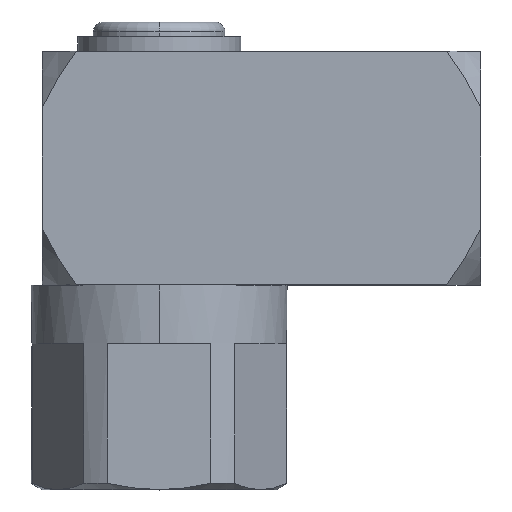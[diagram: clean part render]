
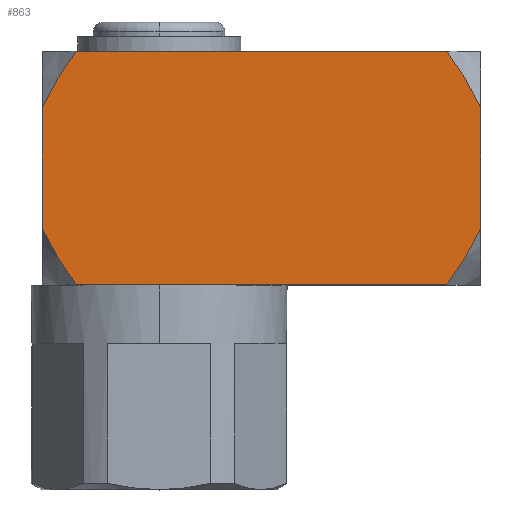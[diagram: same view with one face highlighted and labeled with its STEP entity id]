
A CAD part, top view. The second image highlights one B-rep face of the part: STEP entity #863.
In plain terms, the highlighted planar face has unit normal (0, 0, 1).
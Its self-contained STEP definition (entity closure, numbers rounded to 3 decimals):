
#44=B_SPLINE_CURVE_WITH_KNOTS('',2,(#2528,#2529,#2530,#2531,#2532),
 .UNSPECIFIED.,.F.,.F.,(3,1,1,3),(0.,0.374,0.624,
1.),.UNSPECIFIED.);
#59=B_SPLINE_CURVE_WITH_KNOTS('',2,(#2651,#2652,#2653,#2654,#2655),
 .UNSPECIFIED.,.F.,.F.,(3,1,1,3),(0.,0.374,0.624,
1.),.UNSPECIFIED.);
#60=B_SPLINE_CURVE_WITH_KNOTS('',2,(#2658,#2659,#2660,#2661,#2662),
 .UNSPECIFIED.,.F.,.F.,(3,1,1,3),(0.,0.376,0.626,
1.),.UNSPECIFIED.);
#61=B_SPLINE_CURVE_WITH_KNOTS('',2,(#2663,#2664,#2665,#2666,#2667),
 .UNSPECIFIED.,.F.,.F.,(3,1,1,3),(0.,0.376,0.626,
1.),.UNSPECIFIED.);
#136=PLANE('',#1788);
#187=FACE_OUTER_BOUND('',#278,.F.);
#278=EDGE_LOOP('',(#499,#500,#501,#502,#503,#504,#505,#506));
#499=ORIENTED_EDGE('',*,*,#1360,.F.);
#500=ORIENTED_EDGE('',*,*,#1342,.F.);
#501=ORIENTED_EDGE('',*,*,#1313,.F.);
#502=ORIENTED_EDGE('',*,*,#1317,.F.);
#503=ORIENTED_EDGE('',*,*,#1359,.F.);
#504=ORIENTED_EDGE('',*,*,#1338,.F.);
#505=ORIENTED_EDGE('',*,*,#1356,.F.);
#506=ORIENTED_EDGE('',*,*,#1330,.F.);
#863=ADVANCED_FACE('',(#187),#136,.T.);
#1103=LINE('',#2540,#1197);
#1109=LINE('',#2573,#1203);
#1111=LINE('',#2585,#1205);
#1112=LINE('',#2589,#1206);
#1197=VECTOR('',#2026,25.373);
#1203=VECTOR('',#2036,25.373);
#1205=VECTOR('',#2048,8.246);
#1206=VECTOR('',#2055,8.246);
#1313=EDGE_CURVE('',#1576,#1574,#44,.T.);
#1317=EDGE_CURVE('',#1571,#1576,#1103,.T.);
#1330=EDGE_CURVE('',#1559,#1558,#1109,.T.);
#1338=EDGE_CURVE('',#1553,#1552,#1111,.T.);
#1342=EDGE_CURVE('',#1574,#1549,#1112,.T.);
#1356=EDGE_CURVE('',#1558,#1553,#59,.T.);
#1359=EDGE_CURVE('',#1552,#1571,#60,.T.);
#1360=EDGE_CURVE('',#1549,#1559,#61,.T.);
#1549=VERTEX_POINT('',#2495);
#1552=VERTEX_POINT('',#2498);
#1553=VERTEX_POINT('',#2499);
#1558=VERTEX_POINT('',#2504);
#1559=VERTEX_POINT('',#2505);
#1571=VERTEX_POINT('',#2517);
#1574=VERTEX_POINT('',#2520);
#1576=VERTEX_POINT('',#2522);
#1788=AXIS2_PLACEMENT_3D('',#2693,#2102,#2103);
#2026=DIRECTION('',(-1.,0.,0.));
#2036=DIRECTION('',(1.,0.,0.));
#2048=DIRECTION('',(0.,1.,0.));
#2055=DIRECTION('',(0.,-1.,0.));
#2102=DIRECTION('',(0.,0.,1.));
#2103=DIRECTION('',(1.,0.,0.));
#2495=CARTESIAN_POINT('',(-8.,-4.123,8.));
#2498=CARTESIAN_POINT('',(22.,4.123,8.));
#2499=CARTESIAN_POINT('',(22.,-4.123,8.));
#2504=CARTESIAN_POINT('',(19.686,-8.,8.));
#2505=CARTESIAN_POINT('',(-5.686,-8.,8.));
#2517=CARTESIAN_POINT('',(19.686,8.,8.));
#2520=CARTESIAN_POINT('',(-8.,4.123,8.));
#2522=CARTESIAN_POINT('',(-5.686,8.,8.));
#2528=CARTESIAN_POINT('',(-5.686,8.,8.));
#2529=CARTESIAN_POINT('',(-6.176,7.31,8.));
#2530=CARTESIAN_POINT('',(-6.935,6.12,8.));
#2531=CARTESIAN_POINT('',(-7.643,4.895,8.));
#2532=CARTESIAN_POINT('',(-8.,4.123,8.));
#2540=CARTESIAN_POINT('',(19.686,8.,8.));
#2573=CARTESIAN_POINT('',(-5.686,-8.,8.));
#2585=CARTESIAN_POINT('',(22.,-4.123,8.));
#2589=CARTESIAN_POINT('',(-8.,4.123,8.));
#2651=CARTESIAN_POINT('',(19.686,-8.,8.));
#2652=CARTESIAN_POINT('',(20.176,-7.31,8.));
#2653=CARTESIAN_POINT('',(20.935,-6.12,8.));
#2654=CARTESIAN_POINT('',(21.643,-4.895,8.));
#2655=CARTESIAN_POINT('',(22.,-4.123,8.));
#2658=CARTESIAN_POINT('',(22.,4.123,8.));
#2659=CARTESIAN_POINT('',(21.643,4.895,8.));
#2660=CARTESIAN_POINT('',(20.935,6.12,8.));
#2661=CARTESIAN_POINT('',(20.176,7.31,8.));
#2662=CARTESIAN_POINT('',(19.686,8.,8.));
#2663=CARTESIAN_POINT('',(-8.,-4.123,8.));
#2664=CARTESIAN_POINT('',(-7.643,-4.895,8.));
#2665=CARTESIAN_POINT('',(-6.935,-6.12,8.));
#2666=CARTESIAN_POINT('',(-6.176,-7.31,8.));
#2667=CARTESIAN_POINT('',(-5.686,-8.,8.));
#2693=CARTESIAN_POINT('',(-9.5,-9.5,8.));
